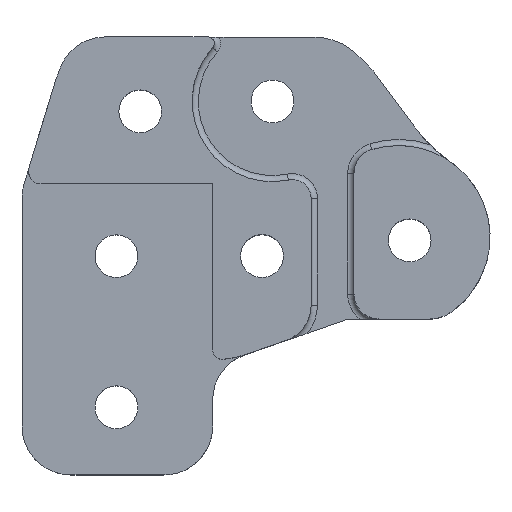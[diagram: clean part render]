
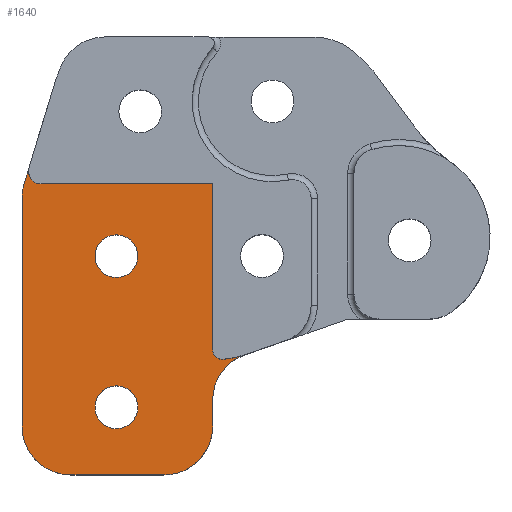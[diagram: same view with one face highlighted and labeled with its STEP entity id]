
A CAD part, top view. The second image highlights one B-rep face of the part: STEP entity #1640.
In plain terms, the highlighted planar face has unit normal (0, 0, 1).
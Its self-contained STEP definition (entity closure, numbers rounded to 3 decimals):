
#46=FACE_BOUND('',#360,.T.);
#47=FACE_BOUND('',#361,.T.);
#97=B_SPLINE_CURVE_WITH_KNOTS('',3,(#2673,#2674,#2675,#2676,#2677,#2678,
#2679),.UNSPECIFIED.,.F.,.F.,(4,1,1,1,4),(0.,0.131,0.263,
0.438,0.613),.UNSPECIFIED.);
#98=B_SPLINE_CURVE_WITH_KNOTS('',3,(#2699,#2700,#2701,#2702,#2703,#2704,
#2705),.UNSPECIFIED.,.F.,.F.,(4,1,1,1,4),(0.,0.175,0.35,
0.482,0.613),.UNSPECIFIED.);
#140=CIRCLE('',#1794,3.75);
#141=CIRCLE('',#1795,7.5);
#142=CIRCLE('',#1796,0.75);
#143=CIRCLE('',#1797,1.);
#144=CIRCLE('',#1798,3.);
#145=CIRCLE('',#1799,1.7);
#146=CIRCLE('',#1800,1.7);
#254=FACE_OUTER_BOUND('',#359,.T.);
#359=EDGE_LOOP('',(#1218,#1219,#1220,#1221,#1222,#1223,#1224,#1225,#1226,
#1227,#1228,#1229,#1230,#1231));
#360=EDGE_LOOP('',(#1232));
#361=EDGE_LOOP('',(#1233));
#447=LINE('',#2494,#570);
#478=LINE('',#2650,#601);
#486=LINE('',#2681,#609);
#487=LINE('',#2688,#610);
#488=LINE('',#2690,#611);
#489=LINE('',#2694,#612);
#490=LINE('',#2698,#613);
#570=VECTOR('',#1947,10.);
#601=VECTOR('',#2082,10.);
#609=VECTOR('',#2108,7.5);
#610=VECTOR('',#2115,7.5);
#611=VECTOR('',#2116,7.5);
#612=VECTOR('',#2119,10.);
#613=VECTOR('',#2122,10.);
#693=VERTEX_POINT('',#2492);
#694=VERTEX_POINT('',#2493);
#742=VERTEX_POINT('',#2647);
#743=VERTEX_POINT('',#2649);
#749=VERTEX_POINT('',#2672);
#750=VERTEX_POINT('',#2680);
#751=VERTEX_POINT('',#2683);
#752=VERTEX_POINT('',#2685);
#753=VERTEX_POINT('',#2687);
#754=VERTEX_POINT('',#2689);
#755=VERTEX_POINT('',#2691);
#756=VERTEX_POINT('',#2693);
#757=VERTEX_POINT('',#2695);
#758=VERTEX_POINT('',#2697);
#759=VERTEX_POINT('',#2706);
#760=VERTEX_POINT('',#2708);
#841=EDGE_CURVE('',#693,#694,#447,.T.);
#909=EDGE_CURVE('',#743,#742,#478,.T.);
#920=EDGE_CURVE('',#749,#693,#97,.T.);
#921=EDGE_CURVE('',#750,#749,#486,.T.);
#922=EDGE_CURVE('',#743,#750,#140,.F.);
#923=EDGE_CURVE('',#742,#751,#141,.T.);
#924=EDGE_CURVE('',#751,#752,#142,.F.);
#925=EDGE_CURVE('',#752,#753,#487,.T.);
#926=EDGE_CURVE('',#753,#754,#488,.T.);
#927=EDGE_CURVE('',#755,#754,#143,.F.);
#928=EDGE_CURVE('',#755,#756,#489,.T.);
#929=EDGE_CURVE('',#757,#756,#144,.T.);
#930=EDGE_CURVE('',#757,#758,#490,.T.);
#931=EDGE_CURVE('',#694,#758,#98,.T.);
#932=EDGE_CURVE('',#759,#759,#145,.T.);
#933=EDGE_CURVE('',#760,#760,#146,.T.);
#1218=ORIENTED_EDGE('',*,*,#841,.F.);
#1219=ORIENTED_EDGE('',*,*,#920,.F.);
#1220=ORIENTED_EDGE('',*,*,#921,.F.);
#1221=ORIENTED_EDGE('',*,*,#922,.F.);
#1222=ORIENTED_EDGE('',*,*,#909,.T.);
#1223=ORIENTED_EDGE('',*,*,#923,.T.);
#1224=ORIENTED_EDGE('',*,*,#924,.T.);
#1225=ORIENTED_EDGE('',*,*,#925,.T.);
#1226=ORIENTED_EDGE('',*,*,#926,.T.);
#1227=ORIENTED_EDGE('',*,*,#927,.F.);
#1228=ORIENTED_EDGE('',*,*,#928,.T.);
#1229=ORIENTED_EDGE('',*,*,#929,.F.);
#1230=ORIENTED_EDGE('',*,*,#930,.T.);
#1231=ORIENTED_EDGE('',*,*,#931,.F.);
#1232=ORIENTED_EDGE('',*,*,#932,.T.);
#1233=ORIENTED_EDGE('',*,*,#933,.T.);
#1596=PLANE('',#1793);
#1640=ADVANCED_FACE('',(#254,#46,#47),#1596,.T.);
#1793=AXIS2_PLACEMENT_3D('',#2671,#2106,#2107);
#1794=AXIS2_PLACEMENT_3D('',#2682,#2109,#2110);
#1795=AXIS2_PLACEMENT_3D('',#2684,#2111,#2112);
#1796=AXIS2_PLACEMENT_3D('',#2686,#2113,#2114);
#1797=AXIS2_PLACEMENT_3D('',#2692,#2117,#2118);
#1798=AXIS2_PLACEMENT_3D('',#2696,#2120,#2121);
#1799=AXIS2_PLACEMENT_3D('',#2707,#2123,#2124);
#1800=AXIS2_PLACEMENT_3D('',#2709,#2125,#2126);
#1947=DIRECTION('',(-1.,0.,0.));
#2082=DIRECTION('',(0.945,0.328,0.));
#2106=DIRECTION('center_axis',(0.,0.,
1.));
#2107=DIRECTION('ref_axis',(-1.,0.,0.));
#2108=DIRECTION('',(0.,-1.,0.));
#2109=DIRECTION('center_axis',(0.,0.,
-1.));
#2110=DIRECTION('ref_axis',(-0.815,0.58,0.));
#2111=DIRECTION('center_axis',(0.,0.,
-1.));
#2112=DIRECTION('ref_axis',(0.078,-0.997,0.));
#2113=DIRECTION('center_axis',(0.,0.,
1.));
#2114=DIRECTION('ref_axis',(-0.679,-0.734,0.));
#2115=DIRECTION('',(0.,1.,0.));
#2116=DIRECTION('',(-1.,0.,0.));
#2117=DIRECTION('center_axis',(0.,0.,
-1.));
#2118=DIRECTION('ref_axis',(-0.803,-0.595,0.));
#2119=DIRECTION('',(-0.291,-0.957,0.));
#2120=DIRECTION('center_axis',(0.,0.,
-1.));
#2121=DIRECTION('ref_axis',(-0.989,0.147,0.));
#2122=DIRECTION('',(0.,-1.,0.));
#2123=DIRECTION('center_axis',(0.,0.,
-1.));
#2124=DIRECTION('ref_axis',(0.,-1.,0.));
#2125=DIRECTION('center_axis',(0.,0.,
-1.));
#2126=DIRECTION('ref_axis',(0.,-1.,0.));
#2492=CARTESIAN_POINT('',(-7.661,-63.825,-21.903));
#2493=CARTESIAN_POINT('',(-15.033,-63.825,-21.903));
#2494=CARTESIAN_POINT('',(-1.004,-63.825,-21.903));
#2647=CARTESIAN_POINT('',(-1.091,-54.248,-21.903));
#2649=CARTESIAN_POINT('',(-1.251,-54.304,-21.903));
#2650=CARTESIAN_POINT('',(5.334,-52.019,-21.903));
#2671=CARTESIAN_POINT('Origin',(-1.175,-37.844,-21.903));
#2672=CARTESIAN_POINT('',(-3.772,-59.936,-21.903));
#2673=CARTESIAN_POINT('Ctrl Pts',(-3.772,-59.936,-21.903));
#2674=CARTESIAN_POINT('Ctrl Pts',(-3.772,-60.329,-21.903));
#2675=CARTESIAN_POINT('Ctrl Pts',(-3.893,-61.166,-21.903));
#2676=CARTESIAN_POINT('Ctrl Pts',(-4.606,-62.528,-21.903));
#2677=CARTESIAN_POINT('Ctrl Pts',(-5.988,-63.606,-21.903));
#2678=CARTESIAN_POINT('Ctrl Pts',(-7.137,-63.825,-21.903));
#2679=CARTESIAN_POINT('Ctrl Pts',(-7.661,-63.825,-21.903));
#2680=CARTESIAN_POINT('',(-3.772,-57.847,-21.903));
#2681=CARTESIAN_POINT('',(-3.772,-44.753,-21.903));
#2682=CARTESIAN_POINT('Origin',(-0.022,-57.847,-21.903));
#2683=CARTESIAN_POINT('',(-2.963,-54.64,-21.903));
#2684=CARTESIAN_POINT('Origin',(-3.549,-47.163,-21.903));
#2685=CARTESIAN_POINT('',(-3.772,-53.892,-21.903));
#2686=CARTESIAN_POINT('Origin',(-3.022,-53.892,-21.903));
#2687=CARTESIAN_POINT('',(-3.772,-40.713,-21.903));
#2688=CARTESIAN_POINT('',(-3.772,-44.753,-21.903));
#2689=CARTESIAN_POINT('',(-17.408,-40.713,-21.903));
#2690=CARTESIAN_POINT('',(-7.259,-40.713,-21.903));
#2691=CARTESIAN_POINT('',(-18.365,-39.421,-21.903));
#2692=CARTESIAN_POINT('Origin',(-17.408,-39.713,-21.903));
#2693=CARTESIAN_POINT('',(-18.792,-40.825,-21.903));
#2694=CARTESIAN_POINT('',(-16.435,-33.08,-21.903));
#2695=CARTESIAN_POINT('',(-18.922,-41.698,-21.903));
#2696=CARTESIAN_POINT('Origin',(-15.922,-41.698,-21.903));
#2697=CARTESIAN_POINT('',(-18.922,-59.936,-21.903));
#2698=CARTESIAN_POINT('',(-18.922,-61.825,-21.903));
#2699=CARTESIAN_POINT('Ctrl Pts',(-15.033,-63.825,-21.903));
#2700=CARTESIAN_POINT('Ctrl Pts',(-15.557,-63.825,-21.903));
#2701=CARTESIAN_POINT('Ctrl Pts',(-16.706,-63.606,-21.903));
#2702=CARTESIAN_POINT('Ctrl Pts',(-18.088,-62.528,-21.903));
#2703=CARTESIAN_POINT('Ctrl Pts',(-18.801,-61.166,-21.903));
#2704=CARTESIAN_POINT('Ctrl Pts',(-18.922,-60.329,-21.903));
#2705=CARTESIAN_POINT('Ctrl Pts',(-18.922,-59.936,-21.903));
#2706=CARTESIAN_POINT('',(-11.422,-56.75,-21.903));
#2707=CARTESIAN_POINT('Origin',(-11.422,-58.45,-21.903));
#2708=CARTESIAN_POINT('',(-11.422,-44.75,-21.903));
#2709=CARTESIAN_POINT('Origin',(-11.422,-46.45,-21.903));
